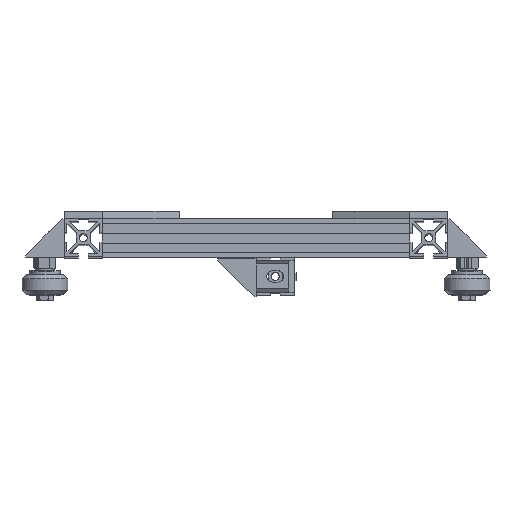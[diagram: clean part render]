
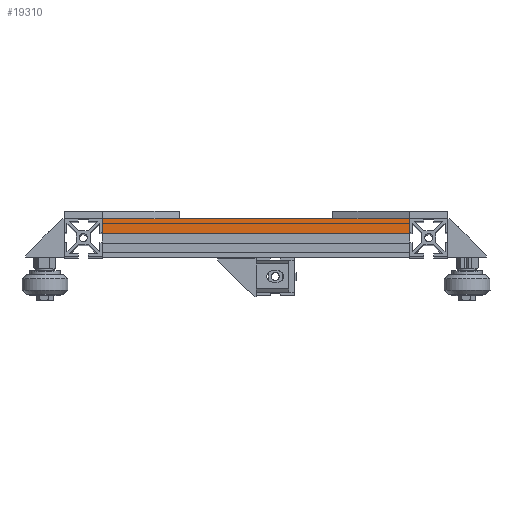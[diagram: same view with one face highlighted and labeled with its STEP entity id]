
A CAD part, top view. The second image highlights one B-rep face of the part: STEP entity #19310.
In plain terms, the highlighted planar face has unit normal (0, 0, 1).
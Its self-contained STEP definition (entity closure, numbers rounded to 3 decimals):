
#19017 = PLANE('',#19018);
#19018 = AXIS2_PLACEMENT_3D('',#19019,#19020,#19021);
#19019 = CARTESIAN_POINT('',(-160.,9.924,
    191.273));
#19020 = DIRECTION('',(-1.,0.,0.));
#19021 = DIRECTION('',(0.,0.,1.));
#19071 = PLANE('',#19072);
#19072 = AXIS2_PLACEMENT_3D('',#19073,#19074,#19075);
#19073 = CARTESIAN_POINT('',(0.,9.924,
    191.273));
#19074 = DIRECTION('',(-1.,0.,0.));
#19075 = DIRECTION('',(0.,0.,1.));
#19202 = PLANE('',#19203);
#19203 = AXIS2_PLACEMENT_3D('',#19204,#19205,#19206);
#19204 = CARTESIAN_POINT('',(0.,12.63,
    199.697));
#19205 = DIRECTION('',(0.,1.,0.));
#19206 = DIRECTION('',(0.,0.,1.));
#19240 = VERTEX_POINT('',#19241);
#19241 = CARTESIAN_POINT('',(-160.,12.63,
    201.197));
#19262 = EDGE_CURVE('',#19263,#19240,#19265,.T.);
#19263 = VERTEX_POINT('',#19264);
#19264 = CARTESIAN_POINT('',(0.,12.63,
    201.197));
#19265 = SURFACE_CURVE('',#19266,(#19270,#19277),.PCURVE_S1.);
#19266 = LINE('',#19267,#19268);
#19267 = CARTESIAN_POINT('',(0.,12.63,
    201.197));
#19268 = VECTOR('',#19269,1.);
#19269 = DIRECTION('',(-1.,0.,0.));
#19270 = PCURVE('',#19202,#19271);
#19271 = DEFINITIONAL_REPRESENTATION('',(#19272),#19276);
#19272 = LINE('',#19273,#19274);
#19273 = CARTESIAN_POINT('',(1.5,0.));
#19274 = VECTOR('',#19275,1.);
#19275 = DIRECTION('',(0.,-1.));
#19276 = ( GEOMETRIC_REPRESENTATION_CONTEXT(2) 
PARAMETRIC_REPRESENTATION_CONTEXT() REPRESENTATION_CONTEXT('2D SPACE',''
  ) );
#19277 = PCURVE('',#19278,#19283);
#19278 = PLANE('',#19279);
#19279 = AXIS2_PLACEMENT_3D('',#19280,#19281,#19282);
#19280 = CARTESIAN_POINT('',(0.,12.63,
    201.197));
#19281 = DIRECTION('',(0.,0.,-1.));
#19282 = DIRECTION('',(0.,1.,0.));
#19283 = DEFINITIONAL_REPRESENTATION('',(#19284),#19288);
#19284 = LINE('',#19285,#19286);
#19285 = CARTESIAN_POINT('',(0.,0.));
#19286 = VECTOR('',#19287,1.);
#19287 = DIRECTION('',(0.,-1.));
#19288 = ( GEOMETRIC_REPRESENTATION_CONTEXT(2) 
PARAMETRIC_REPRESENTATION_CONTEXT() REPRESENTATION_CONTEXT('2D SPACE',''
  ) );
#19310 = ADVANCED_FACE('',(#19311),#19278,.F.);
#19311 = FACE_BOUND('',#19312,.F.);
#19312 = EDGE_LOOP('',(#19313,#19314,#19337,#19365));
#19313 = ORIENTED_EDGE('',*,*,#19262,.T.);
#19314 = ORIENTED_EDGE('',*,*,#19315,.T.);
#19315 = EDGE_CURVE('',#19240,#19316,#19318,.T.);
#19316 = VERTEX_POINT('',#19317);
#19317 = CARTESIAN_POINT('',(-160.,20.,
    201.197));
#19318 = SURFACE_CURVE('',#19319,(#19323,#19330),.PCURVE_S1.);
#19319 = LINE('',#19320,#19321);
#19320 = CARTESIAN_POINT('',(-160.,12.63,
    201.197));
#19321 = VECTOR('',#19322,1.);
#19322 = DIRECTION('',(0.,1.,0.));
#19323 = PCURVE('',#19278,#19324);
#19324 = DEFINITIONAL_REPRESENTATION('',(#19325),#19329);
#19325 = LINE('',#19326,#19327);
#19326 = CARTESIAN_POINT('',(0.,-160.));
#19327 = VECTOR('',#19328,1.);
#19328 = DIRECTION('',(1.,0.));
#19329 = ( GEOMETRIC_REPRESENTATION_CONTEXT(2) 
PARAMETRIC_REPRESENTATION_CONTEXT() REPRESENTATION_CONTEXT('2D SPACE',''
  ) );
#19330 = PCURVE('',#19017,#19331);
#19331 = DEFINITIONAL_REPRESENTATION('',(#19332),#19336);
#19332 = LINE('',#19333,#19334);
#19333 = CARTESIAN_POINT('',(9.924,2.706));
#19334 = VECTOR('',#19335,1.);
#19335 = DIRECTION('',(0.,1.));
#19336 = ( GEOMETRIC_REPRESENTATION_CONTEXT(2) 
PARAMETRIC_REPRESENTATION_CONTEXT() REPRESENTATION_CONTEXT('2D SPACE',''
  ) );
#19337 = ORIENTED_EDGE('',*,*,#19338,.F.);
#19338 = EDGE_CURVE('',#19339,#19316,#19341,.T.);
#19339 = VERTEX_POINT('',#19340);
#19340 = CARTESIAN_POINT('',(0.,20.,
    201.197));
#19341 = SURFACE_CURVE('',#19342,(#19346,#19353),.PCURVE_S1.);
#19342 = LINE('',#19343,#19344);
#19343 = CARTESIAN_POINT('',(0.,20.,
    201.197));
#19344 = VECTOR('',#19345,1.);
#19345 = DIRECTION('',(-1.,0.,0.));
#19346 = PCURVE('',#19278,#19347);
#19347 = DEFINITIONAL_REPRESENTATION('',(#19348),#19352);
#19348 = LINE('',#19349,#19350);
#19349 = CARTESIAN_POINT('',(7.37,0.));
#19350 = VECTOR('',#19351,1.);
#19351 = DIRECTION('',(0.,-1.));
#19352 = ( GEOMETRIC_REPRESENTATION_CONTEXT(2) 
PARAMETRIC_REPRESENTATION_CONTEXT() REPRESENTATION_CONTEXT('2D SPACE',''
  ) );
#19353 = PCURVE('',#19354,#19359);
#19354 = PLANE('',#19355);
#19355 = AXIS2_PLACEMENT_3D('',#19356,#19357,#19358);
#19356 = CARTESIAN_POINT('',(0.,20.,
    201.197));
#19357 = DIRECTION('',(0.,-1.,0.));
#19358 = DIRECTION('',(0.,0.,-1.));
#19359 = DEFINITIONAL_REPRESENTATION('',(#19360),#19364);
#19360 = LINE('',#19361,#19362);
#19361 = CARTESIAN_POINT('',(0.,-0.));
#19362 = VECTOR('',#19363,1.);
#19363 = DIRECTION('',(0.,-1.));
#19364 = ( GEOMETRIC_REPRESENTATION_CONTEXT(2) 
PARAMETRIC_REPRESENTATION_CONTEXT() REPRESENTATION_CONTEXT('2D SPACE',''
  ) );
#19365 = ORIENTED_EDGE('',*,*,#19366,.F.);
#19366 = EDGE_CURVE('',#19263,#19339,#19367,.T.);
#19367 = SURFACE_CURVE('',#19368,(#19372,#19379),.PCURVE_S1.);
#19368 = LINE('',#19369,#19370);
#19369 = CARTESIAN_POINT('',(0.,12.63,
    201.197));
#19370 = VECTOR('',#19371,1.);
#19371 = DIRECTION('',(0.,1.,0.));
#19372 = PCURVE('',#19278,#19373);
#19373 = DEFINITIONAL_REPRESENTATION('',(#19374),#19378);
#19374 = LINE('',#19375,#19376);
#19375 = CARTESIAN_POINT('',(0.,0.));
#19376 = VECTOR('',#19377,1.);
#19377 = DIRECTION('',(1.,0.));
#19378 = ( GEOMETRIC_REPRESENTATION_CONTEXT(2) 
PARAMETRIC_REPRESENTATION_CONTEXT() REPRESENTATION_CONTEXT('2D SPACE',''
  ) );
#19379 = PCURVE('',#19071,#19380);
#19380 = DEFINITIONAL_REPRESENTATION('',(#19381),#19385);
#19381 = LINE('',#19382,#19383);
#19382 = CARTESIAN_POINT('',(9.924,2.706));
#19383 = VECTOR('',#19384,1.);
#19384 = DIRECTION('',(0.,1.));
#19385 = ( GEOMETRIC_REPRESENTATION_CONTEXT(2) 
PARAMETRIC_REPRESENTATION_CONTEXT() REPRESENTATION_CONTEXT('2D SPACE',''
  ) );
